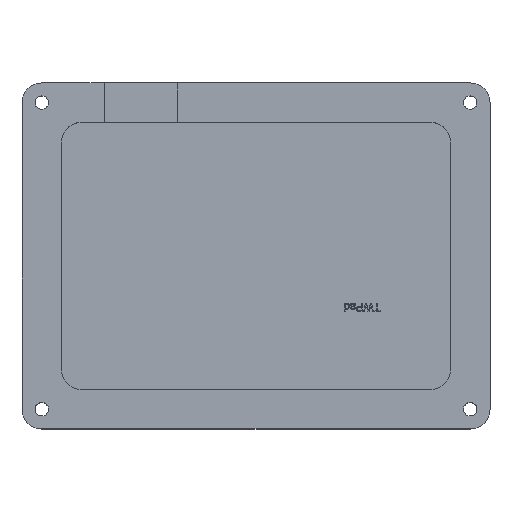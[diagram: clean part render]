
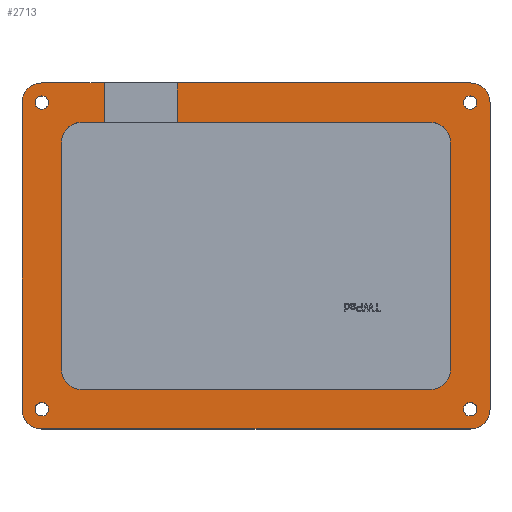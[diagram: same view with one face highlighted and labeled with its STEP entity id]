
A CAD part, top view. The second image highlights one B-rep face of the part: STEP entity #2713.
In plain terms, the highlighted planar face has unit normal (0, 0, 1).
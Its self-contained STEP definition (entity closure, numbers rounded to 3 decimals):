
#35=CIRCLE('',#2803,5.);
#36=CIRCLE('',#2807,5.);
#37=CIRCLE('',#2809,5.);
#38=CIRCLE('',#2812,5.);
#39=CIRCLE('',#2814,5.);
#41=CIRCLE('',#2818,5.);
#42=CIRCLE('',#2819,5.);
#43=CIRCLE('',#2820,5.);
#44=CIRCLE('',#2821,1.7);
#45=CIRCLE('',#2822,1.7);
#46=CIRCLE('',#2823,1.7);
#47=CIRCLE('',#2824,1.7);
#71=FACE_BOUND('',#562,.T.);
#72=FACE_BOUND('',#563,.T.);
#73=FACE_BOUND('',#564,.T.);
#74=FACE_BOUND('',#565,.T.);
#406=FACE_OUTER_BOUND('',#561,.T.);
#561=EDGE_LOOP('',(#2403,#2404,#2405,#2406,#2407,#2408,#2409,#2410,#2411,
#2412,#2413,#2414,#2415,#2416,#2417,#2418,#2419,#2420,#2421,#2422));
#562=EDGE_LOOP('',(#2423));
#563=EDGE_LOOP('',(#2424));
#564=EDGE_LOOP('',(#2425));
#565=EDGE_LOOP('',(#2426));
#785=LINE('',#5260,#1018);
#789=LINE('',#5268,#1022);
#794=LINE('',#5282,#1027);
#799=LINE('',#5299,#1032);
#802=LINE('',#5305,#1035);
#803=LINE('',#5309,#1036);
#804=LINE('',#5313,#1037);
#805=LINE('',#5314,#1038);
#806=LINE('',#5315,#1039);
#807=LINE('',#5316,#1040);
#808=LINE('',#5318,#1041);
#809=LINE('',#5320,#1042);
#1018=VECTOR('',#3161,10.);
#1022=VECTOR('',#3165,10.);
#1027=VECTOR('',#3180,10.);
#1032=VECTOR('',#3197,10.);
#1035=VECTOR('',#3202,10.);
#1036=VECTOR('',#3205,10.);
#1037=VECTOR('',#3208,10.);
#1038=VECTOR('',#3209,10.);
#1039=VECTOR('',#3210,10.);
#1040=VECTOR('',#3211,10.);
#1041=VECTOR('',#3212,10.);
#1042=VECTOR('',#3213,10.);
#1282=VERTEX_POINT('',#5252);
#1283=VERTEX_POINT('',#5254);
#1284=VERTEX_POINT('',#5259);
#1287=VERTEX_POINT('',#5265);
#1288=VERTEX_POINT('',#5267);
#1289=VERTEX_POINT('',#5271);
#1290=VERTEX_POINT('',#5275);
#1291=VERTEX_POINT('',#5277);
#1292=VERTEX_POINT('',#5281);
#1293=VERTEX_POINT('',#5285);
#1294=VERTEX_POINT('',#5289);
#1295=VERTEX_POINT('',#5290);
#1298=VERTEX_POINT('',#5298);
#1300=VERTEX_POINT('',#5304);
#1301=VERTEX_POINT('',#5306);
#1302=VERTEX_POINT('',#5308);
#1303=VERTEX_POINT('',#5310);
#1304=VERTEX_POINT('',#5312);
#1305=VERTEX_POINT('',#5317);
#1306=VERTEX_POINT('',#5319);
#1307=VERTEX_POINT('',#5322);
#1308=VERTEX_POINT('',#5324);
#1309=VERTEX_POINT('',#5326);
#1310=VERTEX_POINT('',#5328);
#1654=EDGE_CURVE('',#1282,#1283,#35,.T.);
#1656=EDGE_CURVE('',#1284,#1283,#785,.T.);
#1660=EDGE_CURVE('',#1288,#1287,#789,.T.);
#1662=EDGE_CURVE('',#1288,#1289,#36,.T.);
#1665=EDGE_CURVE('',#1290,#1291,#37,.T.);
#1667=EDGE_CURVE('',#1292,#1291,#794,.T.);
#1669=EDGE_CURVE('',#1292,#1293,#38,.T.);
#1671=EDGE_CURVE('',#1294,#1295,#39,.T.);
#1675=EDGE_CURVE('',#1298,#1295,#799,.T.);
#1678=EDGE_CURVE('',#1294,#1300,#802,.T.);
#1679=EDGE_CURVE('',#1301,#1300,#41,.T.);
#1680=EDGE_CURVE('',#1301,#1302,#803,.T.);
#1681=EDGE_CURVE('',#1303,#1302,#42,.T.);
#1682=EDGE_CURVE('',#1303,#1304,#804,.T.);
#1683=EDGE_CURVE('',#1304,#1284,#805,.T.);
#1684=EDGE_CURVE('',#1282,#1293,#806,.T.);
#1685=EDGE_CURVE('',#1290,#1289,#807,.T.);
#1686=EDGE_CURVE('',#1287,#1305,#808,.T.);
#1687=EDGE_CURVE('',#1305,#1306,#809,.T.);
#1688=EDGE_CURVE('',#1298,#1306,#43,.T.);
#1689=EDGE_CURVE('',#1307,#1307,#44,.T.);
#1690=EDGE_CURVE('',#1308,#1308,#45,.T.);
#1691=EDGE_CURVE('',#1309,#1309,#46,.T.);
#1692=EDGE_CURVE('',#1310,#1310,#47,.T.);
#2403=ORIENTED_EDGE('',*,*,#1671,.F.);
#2404=ORIENTED_EDGE('',*,*,#1678,.T.);
#2405=ORIENTED_EDGE('',*,*,#1679,.F.);
#2406=ORIENTED_EDGE('',*,*,#1680,.T.);
#2407=ORIENTED_EDGE('',*,*,#1681,.F.);
#2408=ORIENTED_EDGE('',*,*,#1682,.T.);
#2409=ORIENTED_EDGE('',*,*,#1683,.T.);
#2410=ORIENTED_EDGE('',*,*,#1656,.T.);
#2411=ORIENTED_EDGE('',*,*,#1654,.F.);
#2412=ORIENTED_EDGE('',*,*,#1684,.T.);
#2413=ORIENTED_EDGE('',*,*,#1669,.F.);
#2414=ORIENTED_EDGE('',*,*,#1667,.T.);
#2415=ORIENTED_EDGE('',*,*,#1665,.F.);
#2416=ORIENTED_EDGE('',*,*,#1685,.T.);
#2417=ORIENTED_EDGE('',*,*,#1662,.F.);
#2418=ORIENTED_EDGE('',*,*,#1660,.T.);
#2419=ORIENTED_EDGE('',*,*,#1686,.T.);
#2420=ORIENTED_EDGE('',*,*,#1687,.T.);
#2421=ORIENTED_EDGE('',*,*,#1688,.F.);
#2422=ORIENTED_EDGE('',*,*,#1675,.T.);
#2423=ORIENTED_EDGE('',*,*,#1689,.T.);
#2424=ORIENTED_EDGE('',*,*,#1690,.T.);
#2425=ORIENTED_EDGE('',*,*,#1691,.T.);
#2426=ORIENTED_EDGE('',*,*,#1692,.T.);
#2577=PLANE('',#2817);
#2713=ADVANCED_FACE('',(#406,#71,#72,#73,#74),#2577,.T.);
#2803=AXIS2_PLACEMENT_3D('',#5255,#3154,#3155);
#2807=AXIS2_PLACEMENT_3D('',#5272,#3169,#3170);
#2809=AXIS2_PLACEMENT_3D('',#5278,#3175,#3176);
#2812=AXIS2_PLACEMENT_3D('',#5286,#3184,#3185);
#2814=AXIS2_PLACEMENT_3D('',#5291,#3189,#3190);
#2817=AXIS2_PLACEMENT_3D('',#5303,#3200,#3201);
#2818=AXIS2_PLACEMENT_3D('',#5307,#3203,#3204);
#2819=AXIS2_PLACEMENT_3D('',#5311,#3206,#3207);
#2820=AXIS2_PLACEMENT_3D('',#5321,#3214,#3215);
#2821=AXIS2_PLACEMENT_3D('',#5323,#3216,#3217);
#2822=AXIS2_PLACEMENT_3D('',#5325,#3218,#3219);
#2823=AXIS2_PLACEMENT_3D('',#5327,#3220,#3221);
#2824=AXIS2_PLACEMENT_3D('',#5329,#3222,#3223);
#3154=DIRECTION('center_axis',(0.,0.,1.));
#3155=DIRECTION('ref_axis',(0.707,0.707,0.));
#3161=DIRECTION('',(1.,0.,0.));
#3165=DIRECTION('',(1.,0.,0.));
#3169=DIRECTION('center_axis',(0.,0.,1.));
#3170=DIRECTION('ref_axis',(-0.707,0.707,0.));
#3175=DIRECTION('center_axis',(0.,0.,1.));
#3176=DIRECTION('ref_axis',(-0.707,-0.707,0.));
#3180=DIRECTION('',(-1.,0.,0.));
#3184=DIRECTION('center_axis',(0.,0.,1.));
#3185=DIRECTION('ref_axis',(0.707,-0.707,0.));
#3189=DIRECTION('center_axis',(0.,0.,-1.));
#3190=DIRECTION('ref_axis',(-0.707,-0.707,0.));
#3197=DIRECTION('',(0.,-1.,0.));
#3200=DIRECTION('center_axis',(0.,0.,1.));
#3201=DIRECTION('ref_axis',(1.,0.,0.));
#3202=DIRECTION('',(1.,0.,0.));
#3203=DIRECTION('center_axis',(0.,0.,-1.));
#3204=DIRECTION('ref_axis',(0.707,-0.707,0.));
#3205=DIRECTION('',(0.,1.,0.));
#3206=DIRECTION('center_axis',(0.,0.,-1.));
#3207=DIRECTION('ref_axis',(0.707,0.707,0.));
#3208=DIRECTION('',(-1.,0.,0.));
#3209=DIRECTION('',(0.,-1.,0.));
#3210=DIRECTION('',(0.,-1.,0.));
#3211=DIRECTION('',(0.,1.,0.));
#3212=DIRECTION('',(0.,1.,0.));
#3213=DIRECTION('',(-1.,0.,0.));
#3214=DIRECTION('center_axis',(0.,0.,-1.));
#3215=DIRECTION('ref_axis',(-0.707,0.707,0.));
#3216=DIRECTION('center_axis',(0.,0.,-1.));
#3217=DIRECTION('ref_axis',(1.,0.,0.));
#3218=DIRECTION('center_axis',(0.,0.,-1.));
#3219=DIRECTION('ref_axis',(1.,0.,0.));
#3220=DIRECTION('center_axis',(0.,0.,-1.));
#3221=DIRECTION('ref_axis',(1.,0.,0.));
#3222=DIRECTION('center_axis',(0.,0.,-1.));
#3223=DIRECTION('ref_axis',(1.,0.,0.));
#5252=CARTESIAN_POINT('',(50.827,22.852,13.));
#5254=CARTESIAN_POINT('',(45.827,27.852,13.));
#5255=CARTESIAN_POINT('Origin',(45.827,22.852,13.));
#5259=CARTESIAN_POINT('',(-18.473,27.852,13.));
#5260=CARTESIAN_POINT('',(-47.773,27.852,13.));
#5265=CARTESIAN_POINT('',(-36.973,27.852,13.));
#5267=CARTESIAN_POINT('',(-42.773,27.852,13.));
#5268=CARTESIAN_POINT('',(-47.773,27.852,13.));
#5271=CARTESIAN_POINT('',(-47.773,22.852,13.));
#5272=CARTESIAN_POINT('Origin',(-42.773,22.852,13.));
#5275=CARTESIAN_POINT('',(-47.773,-34.848,13.));
#5277=CARTESIAN_POINT('',(-42.773,-39.848,13.));
#5278=CARTESIAN_POINT('Origin',(-42.773,-34.848,13.));
#5281=CARTESIAN_POINT('',(45.827,-39.848,13.));
#5282=CARTESIAN_POINT('',(50.827,-39.848,13.));
#5285=CARTESIAN_POINT('',(50.827,-34.848,13.));
#5286=CARTESIAN_POINT('Origin',(45.827,-34.848,13.));
#5289=CARTESIAN_POINT('',(-52.773,-49.848,13.));
#5290=CARTESIAN_POINT('',(-57.773,-44.848,13.));
#5291=CARTESIAN_POINT('Origin',(-52.773,-44.848,13.));
#5298=CARTESIAN_POINT('',(-57.773,32.852,13.));
#5299=CARTESIAN_POINT('',(-57.773,-49.848,13.));
#5303=CARTESIAN_POINT('Origin',(-52.773,32.852,13.));
#5304=CARTESIAN_POINT('',(55.827,-49.848,13.));
#5305=CARTESIAN_POINT('',(60.827,-49.848,13.));
#5306=CARTESIAN_POINT('',(60.827,-44.848,13.));
#5307=CARTESIAN_POINT('Origin',(55.827,-44.848,13.));
#5308=CARTESIAN_POINT('',(60.827,32.852,13.));
#5309=CARTESIAN_POINT('',(60.827,37.852,13.));
#5310=CARTESIAN_POINT('',(55.827,37.852,13.));
#5311=CARTESIAN_POINT('Origin',(55.827,32.852,13.));
#5312=CARTESIAN_POINT('',(-18.473,37.852,13.));
#5313=CARTESIAN_POINT('',(-57.773,37.852,13.));
#5314=CARTESIAN_POINT('',(-18.473,35.352,13.));
#5315=CARTESIAN_POINT('',(50.827,27.852,13.));
#5316=CARTESIAN_POINT('',(-47.773,-39.848,13.));
#5317=CARTESIAN_POINT('',(-36.973,37.852,13.));
#5318=CARTESIAN_POINT('',(-36.973,30.352,13.));
#5319=CARTESIAN_POINT('',(-52.773,37.852,13.));
#5320=CARTESIAN_POINT('',(-57.773,37.852,13.));
#5321=CARTESIAN_POINT('Origin',(-52.773,32.852,13.));
#5322=CARTESIAN_POINT('',(-54.473,32.852,13.));
#5323=CARTESIAN_POINT('Origin',(-52.773,32.852,13.));
#5324=CARTESIAN_POINT('',(54.127,-44.848,13.));
#5325=CARTESIAN_POINT('Origin',(55.827,-44.848,13.));
#5326=CARTESIAN_POINT('',(54.127,32.852,13.));
#5327=CARTESIAN_POINT('Origin',(55.827,32.852,13.));
#5328=CARTESIAN_POINT('',(-54.473,-44.848,13.));
#5329=CARTESIAN_POINT('Origin',(-52.773,-44.848,13.));
